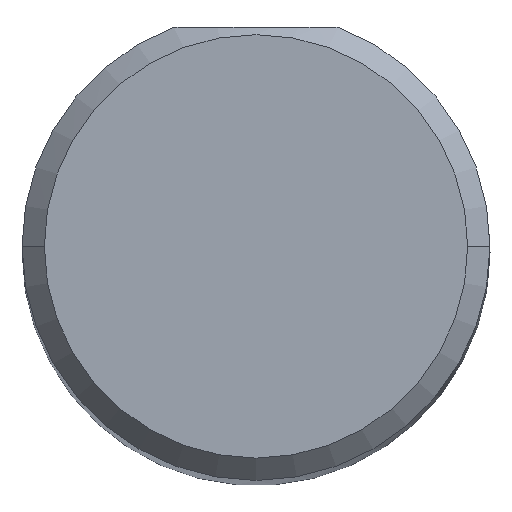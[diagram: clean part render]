
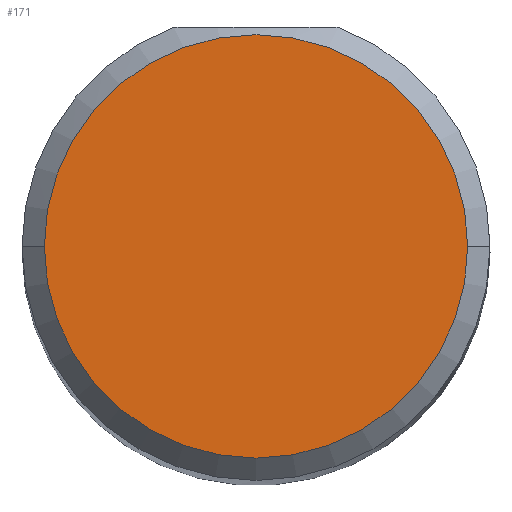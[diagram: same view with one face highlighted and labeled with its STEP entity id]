
A CAD part, top view. The second image highlights one B-rep face of the part: STEP entity #171.
In plain terms, the highlighted planar face has unit normal (0, 0, 1).
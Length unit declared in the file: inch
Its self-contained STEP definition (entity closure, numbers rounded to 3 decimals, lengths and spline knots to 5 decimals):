
#18 = CARTESIAN_POINT ( 'NONE',  ( 0., 0., 2.48032 ) ) ;
#29 = CIRCLE ( 'NONE', #71, 0.14248 ) ;
#44 = EDGE_CURVE ( 'NONE', #404, #227, #98, .T. ) ;
#46 = AXIS2_PLACEMENT_3D ( 'NONE', #18, #142, #302 ) ;
#71 = AXIS2_PLACEMENT_3D ( 'NONE', #244, #379, #290 ) ;
#81 = CARTESIAN_POINT ( 'NONE',  ( 0., 0., 2.48032 ) ) ;
#96 = CARTESIAN_POINT ( 'NONE',  ( 0.14248, 0., 2.48032 ) ) ;
#98 = CIRCLE ( 'NONE', #141, 0.14248 ) ;
#141 = AXIS2_PLACEMENT_3D ( 'NONE', #81, #371, #421 ) ;
#142 = DIRECTION ( 'NONE',  ( 0., 0., 1. ) ) ;
#167 = CARTESIAN_POINT ( 'NONE',  ( -0.14248, 0., 2.48032 ) ) ;
#171 = ADVANCED_FACE ( 'NONE', ( #386 ), #510, .T. ) ;
#227 = VERTEX_POINT ( 'NONE', #96 ) ;
#244 = CARTESIAN_POINT ( 'NONE',  ( 0., 0., 2.48032 ) ) ;
#290 = DIRECTION ( 'NONE',  ( 1., 0., 0. ) ) ;
#302 = DIRECTION ( 'NONE',  ( 1., 0., 0. ) ) ;
#319 = ORIENTED_EDGE ( 'NONE', *, *, #497, .T. ) ;
#321 = EDGE_LOOP ( 'NONE', ( #516, #319 ) ) ;
#371 = DIRECTION ( 'NONE',  ( 0., 0., 1. ) ) ;
#379 = DIRECTION ( 'NONE',  ( 0., 0., 1. ) ) ;
#386 = FACE_OUTER_BOUND ( 'NONE', #321, .T. ) ;
#404 = VERTEX_POINT ( 'NONE', #167 ) ;
#421 = DIRECTION ( 'NONE',  ( 1., 0., 0. ) ) ;
#497 = EDGE_CURVE ( 'NONE', #227, #404, #29, .T. ) ;
#510 = PLANE ( 'NONE',  #46 ) ;
#516 = ORIENTED_EDGE ( 'NONE', *, *, #44, .T. ) ;
